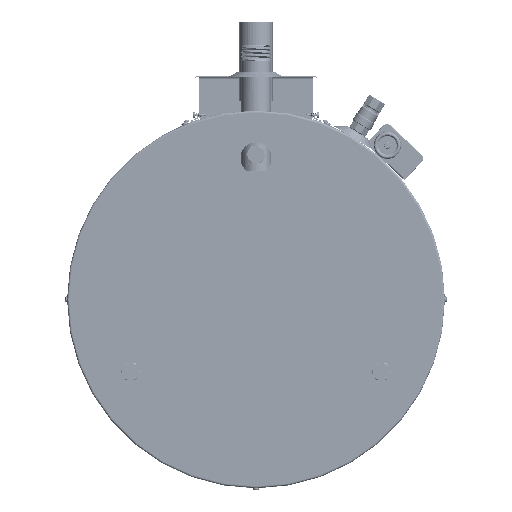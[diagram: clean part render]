
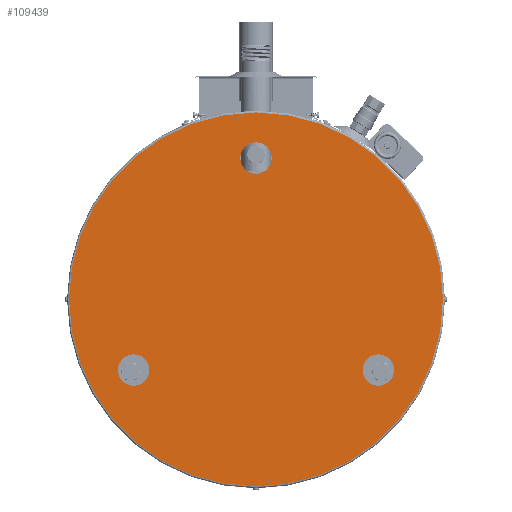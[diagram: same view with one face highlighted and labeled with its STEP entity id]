
A CAD part, front view. The second image highlights one B-rep face of the part: STEP entity #109439.
In plain terms, the highlighted planar face has unit normal (0, -1, 0).
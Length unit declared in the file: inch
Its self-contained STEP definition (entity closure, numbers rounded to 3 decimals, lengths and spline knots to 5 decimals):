
#960 = DIRECTION ( 'NONE',  ( 1., 0., 0. ) ) ;
#1845 = EDGE_LOOP ( 'NONE', ( #16005 ) ) ;
#2111 = CIRCLE ( 'NONE', #51143, 11.905 ) ;
#3430 = FACE_BOUND ( 'NONE', #1845, .T. ) ;
#3719 = DIRECTION ( 'NONE',  ( 0., -1., 0. ) ) ;
#4364 = EDGE_CURVE ( 'NONE', #82670, #82670, #126270, .T. ) ;
#12521 = CARTESIAN_POINT ( 'NONE',  ( 7.79423, 1.705, -4.5 ) ) ;
#13615 = VERTEX_POINT ( 'NONE', #98494 ) ;
#14586 = FACE_BOUND ( 'NONE', #19669, .T. ) ;
#15996 = PLANE ( 'NONE',  #74170 ) ;
#16005 = ORIENTED_EDGE ( 'NONE', *, *, #38720, .T. ) ;
#19669 = EDGE_LOOP ( 'NONE', ( #49792 ) ) ;
#20602 = DIRECTION ( 'NONE',  ( 0., 1., 0. ) ) ;
#23814 = DIRECTION ( 'NONE',  ( 0., 1., 0. ) ) ;
#24651 = CARTESIAN_POINT ( 'NONE',  ( 0., 1.705, 0. ) ) ;
#33434 = DIRECTION ( 'NONE',  ( -1., 0., 0. ) ) ;
#34056 = VERTEX_POINT ( 'NONE', #68282 ) ;
#34402 = CIRCLE ( 'NONE', #58921, 1. ) ;
#35535 = FACE_OUTER_BOUND ( 'NONE', #75155, .T. ) ;
#36235 = CARTESIAN_POINT ( 'NONE',  ( 0., 1.705, 0. ) ) ;
#38720 = EDGE_CURVE ( 'NONE', #13615, #13615, #64484, .T. ) ;
#39540 = AXIS2_PLACEMENT_3D ( 'NONE', #125076, #20602, #40852 ) ;
#40852 = DIRECTION ( 'NONE',  ( -1., 0., 0. ) ) ;
#47180 = EDGE_LOOP ( 'NONE', ( #78426 ) ) ;
#48859 = AXIS2_PLACEMENT_3D ( 'NONE', #55229, #23814, #77524 ) ;
#49792 = ORIENTED_EDGE ( 'NONE', *, *, #4364, .T. ) ;
#51143 = AXIS2_PLACEMENT_3D ( 'NONE', #24651, #3719, #960 ) ;
#52775 = VERTEX_POINT ( 'NONE', #76435 ) ;
#55229 = CARTESIAN_POINT ( 'NONE',  ( -7.79423, 1.705, -4.5 ) ) ;
#58921 = AXIS2_PLACEMENT_3D ( 'NONE', #12521, #95344, #33434 ) ;
#64484 = CIRCLE ( 'NONE', #48859, 1. ) ;
#67679 = FACE_BOUND ( 'NONE', #47180, .T. ) ;
#68282 = CARTESIAN_POINT ( 'NONE',  ( 6.79423, 1.705, -4.5 ) ) ;
#69709 = DIRECTION ( 'NONE',  ( -1., 0., 0. ) ) ;
#71407 = ORIENTED_EDGE ( 'NONE', *, *, #117880, .T. ) ;
#74170 = AXIS2_PLACEMENT_3D ( 'NONE', #36235, #90439, #69709 ) ;
#74771 = EDGE_CURVE ( 'NONE', #34056, #34056, #34402, .T. ) ;
#75155 = EDGE_LOOP ( 'NONE', ( #71407 ) ) ;
#76435 = CARTESIAN_POINT ( 'NONE',  ( 11.905, 1.705, 0. ) ) ;
#77524 = DIRECTION ( 'NONE',  ( -1., 0., 0. ) ) ;
#78426 = ORIENTED_EDGE ( 'NONE', *, *, #74771, .T. ) ;
#82670 = VERTEX_POINT ( 'NONE', #114657 ) ;
#90439 = DIRECTION ( 'NONE',  ( 0., 1., 0. ) ) ;
#95344 = DIRECTION ( 'NONE',  ( 0., 1., 0. ) ) ;
#98494 = CARTESIAN_POINT ( 'NONE',  ( -8.79423, 1.705, -4.5 ) ) ;
#109439 = ADVANCED_FACE ( 'NONE', ( #67679, #3430, #14586, #35535 ), #15996, .F. ) ;
#114657 = CARTESIAN_POINT ( 'NONE',  ( -1., 1.705, 9. ) ) ;
#117880 = EDGE_CURVE ( 'NONE', #52775, #52775, #2111, .T. ) ;
#125076 = CARTESIAN_POINT ( 'NONE',  ( 0., 1.705, 9. ) ) ;
#126270 = CIRCLE ( 'NONE', #39540, 1. ) ;
